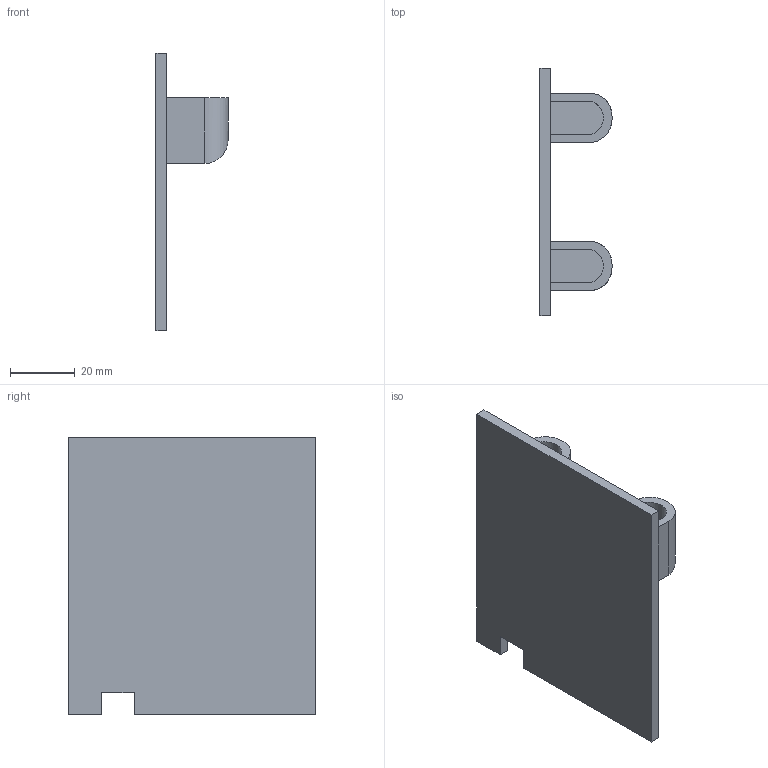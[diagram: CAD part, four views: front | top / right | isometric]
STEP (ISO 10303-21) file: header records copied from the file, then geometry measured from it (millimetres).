
FILE_DESCRIPTION(/* description */ (''),/* implementation_level */ '2;1');
FILE_NAME(/* name */ 'TopPanel.stp',/* time_stamp */ '2024-11-05T03:07:23-06:00',/* author */ ('User'),/* organization */ (''),/* preprocessor_version */ 'ST-DEVELOPER v20',/* originating_system */ 'Autodesk Inventor 2025',/* authorisation */ '');
FILE_SCHEMA (('AUTOMOTIVE_DESIGN { 1 0 10303 214 3 1 1 }'));
Length unit declared in the file: inch
Products named in the file (1): TopPanel
Bounding box: 22.23 x 76.2 x 85.72 mm (x, y, z)
Volume: 26082.3 mm3; surface area: 17914 mm2
Topology: 1 solids, 1 shells, 34 faces, 87 edges, 59 vertices
Faces by surface type: plane 26, cylinder 8
Entity records: 1071 total; most frequent: CARTESIAN_POINT 180, ORIENTED_EDGE 172, DIRECTION 168, EDGE_CURVE 86, LINE 74, VECTOR 74, VERTEX_POINT 56, AXIS2_PLACEMENT_3D 47
